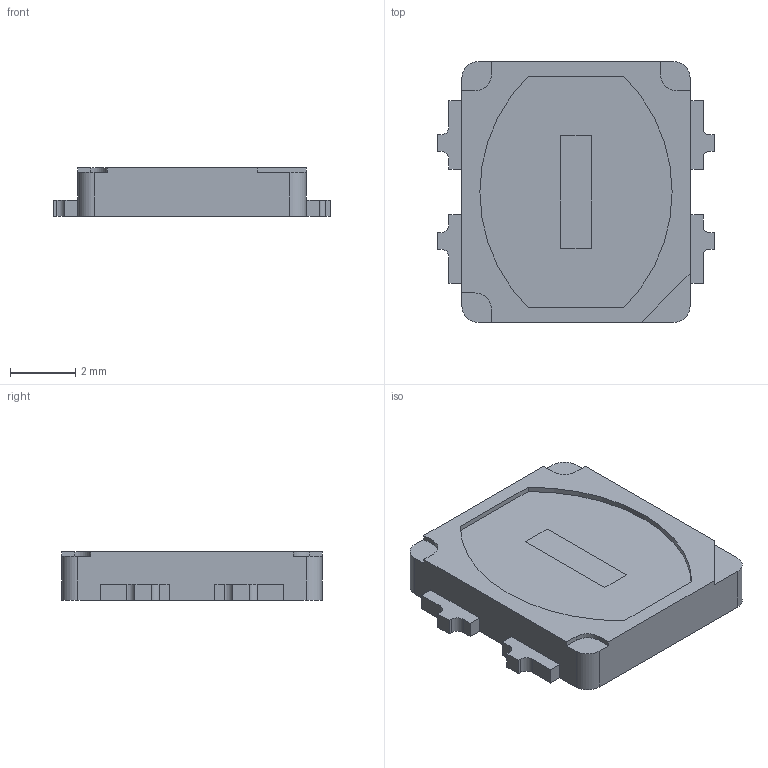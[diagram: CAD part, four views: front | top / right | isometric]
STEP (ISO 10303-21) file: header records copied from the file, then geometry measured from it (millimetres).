
FILE_DESCRIPTION (( 'STEP AP214' ), '1' );
FILE_NAME ('NC3W093B-S1.STEP', '2019-08-29T04:51:20', ( 'NICHIA' ), ( 'Microsoft' ), 'SwSTEP 2.0', 'SolidWorks 2014', '' );
FILE_SCHEMA (( 'AUTOMOTIVE_DESIGN' ));
Length unit declared in the file: millimetre
Products named in the file (5): 4; 3; 2; 1; NC3W093B-S1
Assembly tree (4 placements, depth 2):
  NC3W093B-S1
    1
    2
    3
    4
Bounding box: 8.5 x 8 x 1.5 mm (x, y, z)
Volume: 78.6 mm3; surface area: 331.6 mm2
Topology: 6 solids, 6 shells, 208 faces, 585 edges, 390 vertices
Faces by surface type: plane 132, cylinder 76
Entity records: 6941 total; most frequent: CARTESIAN_POINT 1190, ORIENTED_EDGE 1170, DIRECTION 1167, EDGE_CURVE 585, LINE 433, VECTOR 433, VERTEX_POINT 390, AXIS2_PLACEMENT_3D 367
